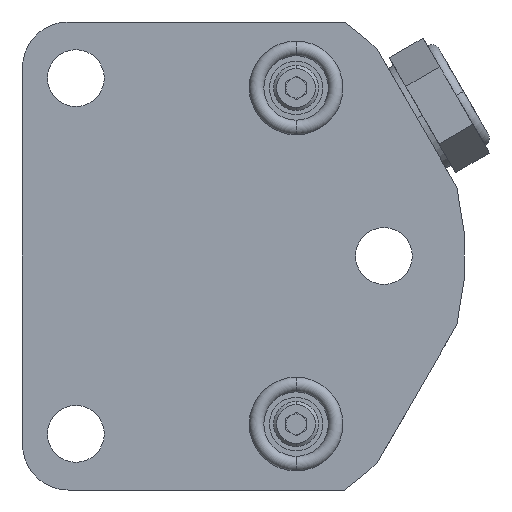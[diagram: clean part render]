
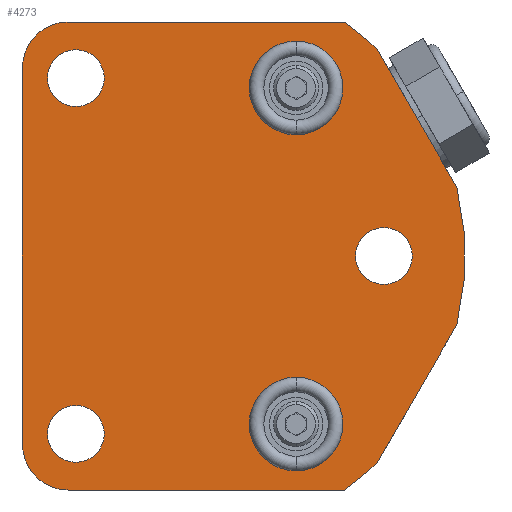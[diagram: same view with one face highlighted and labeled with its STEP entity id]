
A CAD part, left-side view. The second image highlights one B-rep face of the part: STEP entity #4273.
In plain terms, the highlighted planar face has unit normal (-1, 0, 0).
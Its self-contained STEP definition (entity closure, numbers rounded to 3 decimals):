
#1354=CARTESIAN_POINT('',(-24.994,13.436,-22.936));
#1355=DIRECTION('',(-1.,0.,0.));
#1356=DIRECTION('',(0.,1.,0.));
#1357=AXIS2_PLACEMENT_3D('',#1354,#1355,#1356);
#1362=DIRECTION('',(0.,0.,1.));
#1363=VECTOR('',#1362,45.872);
#1364=CARTESIAN_POINT('',(-24.994,18.999,-22.936));
#1365=LINE('',#1364,#1363);
#1369=CARTESIAN_POINT('',(-24.994,13.436,22.936));
#1370=DIRECTION('',(-1.,0.,0.));
#1371=DIRECTION('',(0.,0.,1.));
#1372=AXIS2_PLACEMENT_3D('',#1369,#1370,#1371);
#1377=DIRECTION('',(0.,-1.,0.));
#1378=VECTOR('',#1377,33.624);
#1379=CARTESIAN_POINT('',(-24.994,13.436,28.499));
#1380=LINE('',#1379,#1378);
#1384=CARTESIAN_POINT('',(-24.994,0.,0.));
#1385=DIRECTION('',(1.,0.,0.));
#1386=DIRECTION('',(0.,-0.578,0.816));
#1387=AXIS2_PLACEMENT_3D('',#1384,#1385,#1386);
#1392=DIRECTION('',(0.,-0.5,-0.866));
#1393=VECTOR('',#1392,19.386);
#1394=CARTESIAN_POINT('',(-24.994,-24.211,25.171));
#1395=LINE('',#1394,#1393);
#1399=CARTESIAN_POINT('',(-24.994,0.,0.));
#1400=DIRECTION('',(1.,0.,0.));
#1401=DIRECTION('',(0.,-0.971,0.24));
#1402=AXIS2_PLACEMENT_3D('',#1399,#1400,#1401);
#1407=DIRECTION('',(0.,0.5,-0.866));
#1408=VECTOR('',#1407,19.386);
#1409=CARTESIAN_POINT('',(-24.994,-33.904,-8.382));
#1410=LINE('',#1409,#1408);
#1414=CARTESIAN_POINT('',(-24.994,0.,0.));
#1415=DIRECTION('',(1.,0.,0.));
#1416=DIRECTION('',(0.,-0.693,-0.721));
#1417=AXIS2_PLACEMENT_3D('',#1414,#1415,#1416);
#1422=DIRECTION('',(0.,1.,0.));
#1423=VECTOR('',#1422,33.624);
#1424=CARTESIAN_POINT('',(-24.994,-20.188,-28.499));
#1425=LINE('',#1424,#1423);
#1429=CARTESIAN_POINT('',(-24.994,12.497,21.666));
#1430=DIRECTION('',(-1.,0.,0.));
#1431=DIRECTION('',(0.,-1.,0.));
#1432=AXIS2_PLACEMENT_3D('',#1429,#1430,#1431);
#1437=CARTESIAN_POINT('',(-24.994,12.497,21.666));
#1438=DIRECTION('',(-1.,0.,0.));
#1439=DIRECTION('',(0.,1.,0.));
#1440=AXIS2_PLACEMENT_3D('',#1437,#1438,#1439);
#1445=CARTESIAN_POINT('',(-24.994,12.497,-21.666));
#1446=DIRECTION('',(-1.,0.,0.));
#1447=DIRECTION('',(0.,-1.,0.));
#1448=AXIS2_PLACEMENT_3D('',#1445,#1446,#1447);
#1453=CARTESIAN_POINT('',(-24.994,12.497,-21.666));
#1454=DIRECTION('',(-1.,0.,0.));
#1455=DIRECTION('',(0.,1.,0.));
#1456=AXIS2_PLACEMENT_3D('',#1453,#1454,#1455);
#1461=CARTESIAN_POINT('',(-24.994,-25.019,0.));
#1462=DIRECTION('',(-1.,0.,0.));
#1463=DIRECTION('',(0.,-1.,0.));
#1464=AXIS2_PLACEMENT_3D('',#1461,#1462,#1463);
#1469=CARTESIAN_POINT('',(-24.994,-25.019,0.));
#1470=DIRECTION('',(-1.,0.,0.));
#1471=DIRECTION('',(0.,1.,0.));
#1472=AXIS2_PLACEMENT_3D('',#1469,#1470,#1471);
#1477=CARTESIAN_POINT('',(-24.994,-14.326,20.472));
#1478=DIRECTION('',(1.,0.,0.));
#1479=DIRECTION('',(0.,1.,0.));
#1480=AXIS2_PLACEMENT_3D('',#1477,#1478,#1479);
#1485=CARTESIAN_POINT('',(-24.994,-14.326,20.472));
#1486=DIRECTION('',(1.,0.,0.));
#1487=DIRECTION('',(0.,-1.,0.));
#1488=AXIS2_PLACEMENT_3D('',#1485,#1486,#1487);
#1493=CARTESIAN_POINT('',(-24.994,-14.326,-20.472));
#1494=DIRECTION('',(1.,0.,0.));
#1495=DIRECTION('',(0.,1.,0.));
#1496=AXIS2_PLACEMENT_3D('',#1493,#1494,#1495);
#1501=CARTESIAN_POINT('',(-24.994,-14.326,-20.472));
#1502=DIRECTION('',(1.,0.,0.));
#1503=DIRECTION('',(0.,-1.,0.));
#1504=AXIS2_PLACEMENT_3D('',#1501,#1502,#1503);
#2788=CARTESIAN_POINT('',(-24.994,-24.211,25.171));
#2789=CARTESIAN_POINT('',(-24.994,-33.904,8.382));
#2790=VERTEX_POINT('',#2788);
#2791=VERTEX_POINT('',#2789);
#2808=CARTESIAN_POINT('',(-24.994,9.043,21.666));
#2809=CARTESIAN_POINT('',(-24.994,15.952,21.666));
#2810=VERTEX_POINT('',#2808);
#2811=VERTEX_POINT('',#2809);
#2820=CARTESIAN_POINT('',(-24.994,-8.624,20.472));
#2821=CARTESIAN_POINT('',(-24.994,-20.028,20.472));
#2822=VERTEX_POINT('',#2820);
#2823=VERTEX_POINT('',#2821);
#2836=CARTESIAN_POINT('',(-24.994,-8.624,-20.472));
#2837=CARTESIAN_POINT('',(-24.994,-20.028,-20.472));
#2838=VERTEX_POINT('',#2836);
#2839=VERTEX_POINT('',#2837);
#2894=CARTESIAN_POINT('',(-24.994,9.042,-21.666));
#2895=CARTESIAN_POINT('',(-24.994,15.951,-21.666));
#2896=VERTEX_POINT('',#2894);
#2897=VERTEX_POINT('',#2895);
#2902=CARTESIAN_POINT('',(-24.994,-28.474,0.));
#2903=CARTESIAN_POINT('',(-24.994,-21.565,0.));
#2904=VERTEX_POINT('',#2902);
#2905=VERTEX_POINT('',#2903);
#2924=CARTESIAN_POINT('',(-24.994,-33.904,-8.382));
#2925=VERTEX_POINT('',#2924);
#2926=CARTESIAN_POINT('',(-24.994,-24.211,-25.171));
#2927=VERTEX_POINT('',#2926);
#2933=CARTESIAN_POINT('',(-24.994,13.436,-28.499));
#2935=VERTEX_POINT('',#2933);
#2938=CARTESIAN_POINT('',(-24.994,18.999,-22.936));
#2939=VERTEX_POINT('',#2938);
#2941=CARTESIAN_POINT('',(-24.994,18.999,22.936));
#2943=VERTEX_POINT('',#2941);
#2946=CARTESIAN_POINT('',(-24.994,13.436,28.499));
#2947=VERTEX_POINT('',#2946);
#2948=CARTESIAN_POINT('',(-24.994,-20.188,28.499));
#2949=VERTEX_POINT('',#2948);
#2950=CARTESIAN_POINT('',(-24.994,-20.188,-28.499));
#2951=VERTEX_POINT('',#2950);
#4219=CARTESIAN_POINT('',(-24.994,0.,0.));
#4220=DIRECTION('',(1.,0.,0.));
#4221=DIRECTION('',(0.,0.,-1.));
#4222=AXIS2_PLACEMENT_3D('',#4219,#4220,#4221);
#4223=PLANE('',#4222);
#4224=ORIENTED_EDGE('',*,*,#4200,.F.);
#4226=ORIENTED_EDGE('',*,*,#4225,.T.);
#4228=ORIENTED_EDGE('',*,*,#4227,.F.);
#4230=ORIENTED_EDGE('',*,*,#4229,.T.);
#4232=ORIENTED_EDGE('',*,*,#4231,.T.);
#4233=ORIENTED_EDGE('',*,*,#3267,.T.);
#4235=ORIENTED_EDGE('',*,*,#4234,.T.);
#4237=ORIENTED_EDGE('',*,*,#4236,.T.);
#4239=ORIENTED_EDGE('',*,*,#4238,.T.);
#4240=ORIENTED_EDGE('',*,*,#4211,.T.);
#4241=EDGE_LOOP('',(#4224,#4226,#4228,#4230,#4232,#4233,#4235,#4237,#4239,
#4240));
#4242=FACE_OUTER_BOUND('',#4241,.F.);
#4244=ORIENTED_EDGE('',*,*,#4243,.T.);
#4246=ORIENTED_EDGE('',*,*,#4245,.T.);
#4247=EDGE_LOOP('',(#4244,#4246));
#4248=FACE_BOUND('',#4247,.F.);
#4250=ORIENTED_EDGE('',*,*,#4249,.T.);
#4252=ORIENTED_EDGE('',*,*,#4251,.T.);
#4253=EDGE_LOOP('',(#4250,#4252));
#4254=FACE_BOUND('',#4253,.F.);
#4256=ORIENTED_EDGE('',*,*,#4255,.T.);
#4258=ORIENTED_EDGE('',*,*,#4257,.T.);
#4259=EDGE_LOOP('',(#4256,#4258));
#4260=FACE_BOUND('',#4259,.F.);
#4262=ORIENTED_EDGE('',*,*,#4261,.F.);
#4264=ORIENTED_EDGE('',*,*,#4263,.F.);
#4265=EDGE_LOOP('',(#4262,#4264));
#4266=FACE_BOUND('',#4265,.F.);
#4268=ORIENTED_EDGE('',*,*,#4267,.F.);
#4270=ORIENTED_EDGE('',*,*,#4269,.F.);
#4271=EDGE_LOOP('',(#4268,#4270));
#4272=FACE_BOUND('',#4271,.F.);
#1358=CIRCLE('',#1357,5.563);
#1373=CIRCLE('',#1372,5.563);
#1388=CIRCLE('',#1387,34.925);
#1403=CIRCLE('',#1402,34.925);
#1418=CIRCLE('',#1417,34.925);
#1433=CIRCLE('',#1432,3.455);
#1441=CIRCLE('',#1440,3.455);
#1449=CIRCLE('',#1448,3.455);
#1457=CIRCLE('',#1456,3.455);
#1465=CIRCLE('',#1464,3.455);
#1473=CIRCLE('',#1472,3.455);
#1481=CIRCLE('',#1480,5.702);
#1489=CIRCLE('',#1488,5.702);
#1497=CIRCLE('',#1496,5.702);
#1505=CIRCLE('',#1504,5.702);
#3267=EDGE_CURVE('',#2790,#2791,#1395,.T.);
#4200=EDGE_CURVE('',#2939,#2935,#1358,.T.);
#4211=EDGE_CURVE('',#2951,#2935,#1425,.T.);
#4225=EDGE_CURVE('',#2939,#2943,#1365,.T.);
#4227=EDGE_CURVE('',#2947,#2943,#1373,.T.);
#4229=EDGE_CURVE('',#2947,#2949,#1380,.T.);
#4231=EDGE_CURVE('',#2949,#2790,#1388,.T.);
#4234=EDGE_CURVE('',#2791,#2925,#1403,.T.);
#4236=EDGE_CURVE('',#2925,#2927,#1410,.T.);
#4238=EDGE_CURVE('',#2927,#2951,#1418,.T.);
#4243=EDGE_CURVE('',#2810,#2811,#1433,.T.);
#4245=EDGE_CURVE('',#2811,#2810,#1441,.T.);
#4249=EDGE_CURVE('',#2896,#2897,#1449,.T.);
#4251=EDGE_CURVE('',#2897,#2896,#1457,.T.);
#4255=EDGE_CURVE('',#2904,#2905,#1465,.T.);
#4257=EDGE_CURVE('',#2905,#2904,#1473,.T.);
#4261=EDGE_CURVE('',#2822,#2823,#1481,.T.);
#4263=EDGE_CURVE('',#2823,#2822,#1489,.T.);
#4267=EDGE_CURVE('',#2838,#2839,#1497,.T.);
#4269=EDGE_CURVE('',#2839,#2838,#1505,.T.);
#4273=ADVANCED_FACE('',(#4242,#4248,#4254,#4260,#4266,#4272),#4223,.F.);
